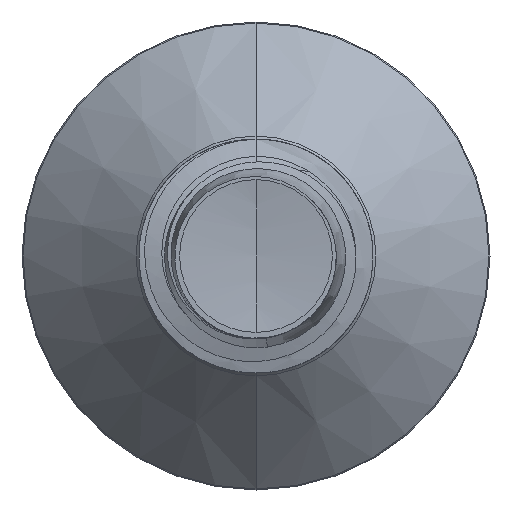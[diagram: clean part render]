
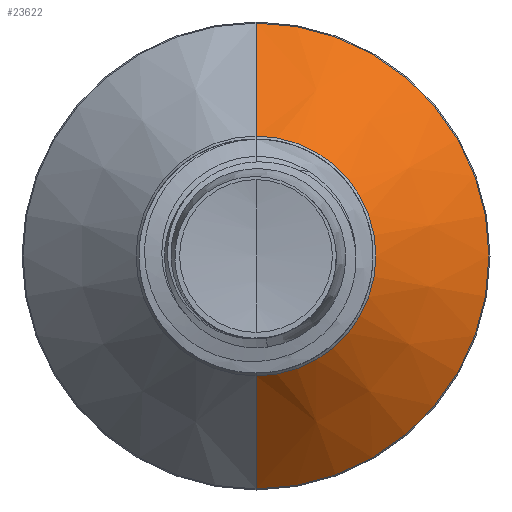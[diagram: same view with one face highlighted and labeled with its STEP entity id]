
A CAD part, front view. The second image highlights one B-rep face of the part: STEP entity #23622.
In plain terms, the highlighted conical face has half-angle 45 degrees and reference radius 2.563 mm.
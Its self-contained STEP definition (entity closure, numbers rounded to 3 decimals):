
#488 = EDGE_CURVE ( 'NONE', #35073, #36577, #24313, .T. ) ;
#3532 = DIRECTION ( 'NONE',  ( 0., 1., 0. ) ) ;
#3553 = DIRECTION ( 'NONE',  ( 0., 0.707, -0.707 ) ) ;
#3790 = CARTESIAN_POINT ( 'NONE',  ( 0., 24.313, 0. ) ) ;
#4740 = ORIENTED_EDGE ( 'NONE', *, *, #488, .F. ) ;
#6158 = ORIENTED_EDGE ( 'NONE', *, *, #25345, .T. ) ;
#7312 = DIRECTION ( 'NONE',  ( 0., 0., 1. ) ) ;
#8259 = CARTESIAN_POINT ( 'NONE',  ( 0., 26.728, -4.978 ) ) ;
#8727 = CARTESIAN_POINT ( 'NONE',  ( 0., 26.728, 4.978 ) ) ;
#9132 = CARTESIAN_POINT ( 'NONE',  ( 0., 24.313, 2.563 ) ) ;
#9260 = DIRECTION ( 'NONE',  ( 0., 0.707, 0.707 ) ) ;
#9838 = CARTESIAN_POINT ( 'NONE',  ( 0., 24.313, -2.563 ) ) ;
#13755 = ORIENTED_EDGE ( 'NONE', *, *, #38188, .T. ) ;
#15111 = AXIS2_PLACEMENT_3D ( 'NONE', #21505, #3532, #29684 ) ;
#15597 = CARTESIAN_POINT ( 'NONE',  ( 0., 24.313, -2.563 ) ) ;
#17203 = CARTESIAN_POINT ( 'NONE',  ( 0., 26.728, 0. ) ) ;
#17427 = VECTOR ( 'NONE', #9260, 1000. ) ;
#17489 = DIRECTION ( 'NONE',  ( 0., 0., 1. ) ) ;
#17572 = DIRECTION ( 'NONE',  ( 0., 1., 0. ) ) ;
#17849 = EDGE_LOOP ( 'NONE', ( #6158, #13755, #4740, #20820 ) ) ;
#18246 = AXIS2_PLACEMENT_3D ( 'NONE', #3790, #24455, #7312 ) ;
#18289 = LINE ( 'NONE', #9132, #17427 ) ;
#20820 = ORIENTED_EDGE ( 'NONE', *, *, #35083, .F. ) ;
#21505 = CARTESIAN_POINT ( 'NONE',  ( 0., 24.313, 0. ) ) ;
#23622 = ADVANCED_FACE ( 'NONE', ( #36365 ), #27977, .T. ) ;
#23728 = CIRCLE ( 'NONE', #18246, 2.563 ) ;
#24313 = CIRCLE ( 'NONE', #36612, 4.978 ) ;
#24330 = LINE ( 'NONE', #15597, #38706 ) ;
#24455 = DIRECTION ( 'NONE',  ( 0., 1., 0. ) ) ;
#25345 = EDGE_CURVE ( 'NONE', #34247, #37573, #23728, .T. ) ;
#27977 = CONICAL_SURFACE ( 'NONE', #15111, 2.563, 0.785 ) ;
#29684 = DIRECTION ( 'NONE',  ( 0., 0., 1. ) ) ;
#34247 = VERTEX_POINT ( 'NONE', #36111 ) ;
#35073 = VERTEX_POINT ( 'NONE', #8727 ) ;
#35083 = EDGE_CURVE ( 'NONE', #34247, #35073, #18289, .T. ) ;
#36111 = CARTESIAN_POINT ( 'NONE',  ( 0., 24.313, 2.563 ) ) ;
#36365 = FACE_OUTER_BOUND ( 'NONE', #17849, .T. ) ;
#36577 = VERTEX_POINT ( 'NONE', #8259 ) ;
#36612 = AXIS2_PLACEMENT_3D ( 'NONE', #17203, #17572, #17489 ) ;
#37573 = VERTEX_POINT ( 'NONE', #9838 ) ;
#38188 = EDGE_CURVE ( 'NONE', #37573, #36577, #24330, .T. ) ;
#38706 = VECTOR ( 'NONE', #3553, 1000. ) ;
